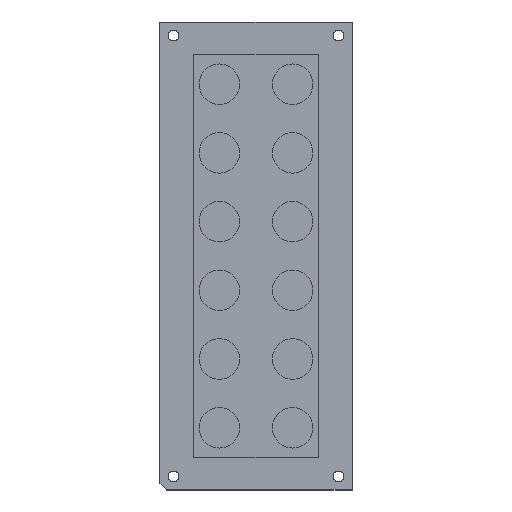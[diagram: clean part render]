
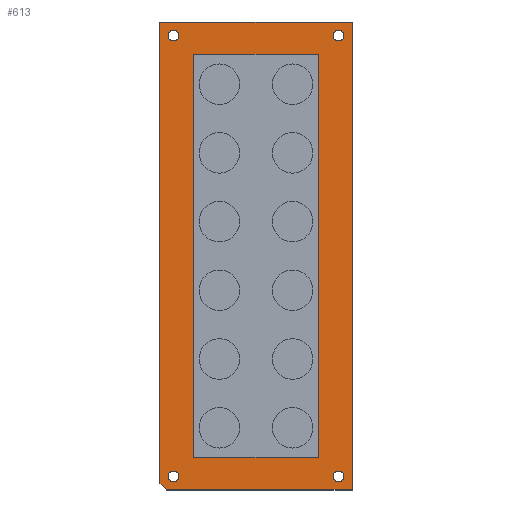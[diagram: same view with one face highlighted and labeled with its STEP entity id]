
A CAD part, top view. The second image highlights one B-rep face of the part: STEP entity #613.
In plain terms, the highlighted planar face has unit normal (0, 0, 1).
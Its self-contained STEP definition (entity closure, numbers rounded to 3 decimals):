
#35=FACE_BOUND('',#160,.T.);
#36=FACE_BOUND('',#161,.T.);
#37=FACE_BOUND('',#162,.T.);
#38=FACE_BOUND('',#163,.T.);
#39=FACE_BOUND('',#164,.T.);
#63=PLANE('',#700);
#103=FACE_OUTER_BOUND('',#159,.T.);
#159=EDGE_LOOP('',(#545,#546,#547,#548,#549));
#160=EDGE_LOOP('',(#550,#551,#552,#553));
#161=EDGE_LOOP('',(#554));
#162=EDGE_LOOP('',(#555));
#163=EDGE_LOOP('',(#556));
#164=EDGE_LOOP('',(#557));
#177=LINE('',#984,#220);
#185=LINE('',#1008,#228);
#187=LINE('',#1013,#230);
#191=LINE('',#1021,#234);
#194=LINE('',#1027,#237);
#197=LINE('',#1032,#240);
#203=LINE('',#1053,#246);
#205=LINE('',#1057,#248);
#207=LINE('',#1060,#250);
#220=VECTOR('',#816,10.);
#228=VECTOR('',#836,10.);
#230=VECTOR('',#840,10.);
#234=VECTOR('',#846,10.);
#237=VECTOR('',#851,10.);
#240=VECTOR('',#856,10.);
#246=VECTOR('',#882,10.);
#248=VECTOR('',#886,10.);
#250=VECTOR('',#890,10.);
#279=CIRCLE('',#690,2.);
#280=CIRCLE('',#692,2.);
#281=CIRCLE('',#694,2.);
#282=CIRCLE('',#696,2.);
#307=VERTEX_POINT('',#982);
#308=VERTEX_POINT('',#983);
#318=VERTEX_POINT('',#1007);
#319=VERTEX_POINT('',#1011);
#320=VERTEX_POINT('',#1012);
#323=VERTEX_POINT('',#1020);
#325=VERTEX_POINT('',#1026);
#327=VERTEX_POINT('',#1036);
#328=VERTEX_POINT('',#1040);
#329=VERTEX_POINT('',#1044);
#330=VERTEX_POINT('',#1048);
#331=VERTEX_POINT('',#1052);
#332=VERTEX_POINT('',#1056);
#369=EDGE_CURVE('',#307,#308,#177,.T.);
#381=EDGE_CURVE('',#318,#308,#185,.T.);
#383=EDGE_CURVE('',#319,#320,#187,.T.);
#387=EDGE_CURVE('',#320,#323,#191,.T.);
#390=EDGE_CURVE('',#323,#325,#194,.T.);
#393=EDGE_CURVE('',#325,#319,#197,.T.);
#395=EDGE_CURVE('',#327,#327,#279,.T.);
#397=EDGE_CURVE('',#328,#328,#280,.T.);
#399=EDGE_CURVE('',#329,#329,#281,.T.);
#401=EDGE_CURVE('',#330,#330,#282,.T.);
#403=EDGE_CURVE('',#331,#318,#203,.T.);
#405=EDGE_CURVE('',#332,#331,#205,.T.);
#407=EDGE_CURVE('',#307,#332,#207,.T.);
#545=ORIENTED_EDGE('',*,*,#369,.F.);
#546=ORIENTED_EDGE('',*,*,#407,.T.);
#547=ORIENTED_EDGE('',*,*,#405,.T.);
#548=ORIENTED_EDGE('',*,*,#403,.T.);
#549=ORIENTED_EDGE('',*,*,#381,.T.);
#550=ORIENTED_EDGE('',*,*,#383,.T.);
#551=ORIENTED_EDGE('',*,*,#387,.T.);
#552=ORIENTED_EDGE('',*,*,#390,.T.);
#553=ORIENTED_EDGE('',*,*,#393,.T.);
#554=ORIENTED_EDGE('',*,*,#395,.T.);
#555=ORIENTED_EDGE('',*,*,#397,.T.);
#556=ORIENTED_EDGE('',*,*,#399,.T.);
#557=ORIENTED_EDGE('',*,*,#401,.T.);
#613=ADVANCED_FACE('',(#103,#35,#36,#37,#38,#39),#63,.T.);
#690=AXIS2_PLACEMENT_3D('',#1037,#862,#863);
#692=AXIS2_PLACEMENT_3D('',#1041,#867,#868);
#694=AXIS2_PLACEMENT_3D('',#1045,#872,#873);
#696=AXIS2_PLACEMENT_3D('',#1049,#877,#878);
#700=AXIS2_PLACEMENT_3D('',#1061,#891,#892);
#816=DIRECTION('',(-0.707,0.707,0.));
#836=DIRECTION('',(0.,-1.,0.));
#840=DIRECTION('',(-1.,0.,0.));
#846=DIRECTION('',(0.,1.,0.));
#851=DIRECTION('',(1.,0.,0.));
#856=DIRECTION('',(0.,-1.,0.));
#862=DIRECTION('center_axis',(0.,0.,-1.));
#863=DIRECTION('ref_axis',(-1.,0.,0.));
#867=DIRECTION('center_axis',(0.,0.,-1.));
#868=DIRECTION('ref_axis',(-1.,0.,0.));
#872=DIRECTION('center_axis',(0.,0.,-1.));
#873=DIRECTION('ref_axis',(-1.,0.,0.));
#877=DIRECTION('center_axis',(0.,0.,-1.));
#878=DIRECTION('ref_axis',(-1.,0.,0.));
#882=DIRECTION('',(-1.,0.,0.));
#886=DIRECTION('',(0.,1.,0.));
#890=DIRECTION('',(1.,0.,0.));
#891=DIRECTION('center_axis',(0.,0.,1.));
#892=DIRECTION('ref_axis',(1.,0.,0.));
#982=CARTESIAN_POINT('',(2.5,0.,7.));
#983=CARTESIAN_POINT('',(0.,2.5,7.));
#984=CARTESIAN_POINT('',(-11.5,14.,7.));
#1007=CARTESIAN_POINT('',(0.,173.,7.));
#1008=CARTESIAN_POINT('',(0.,173.,7.));
#1011=CARTESIAN_POINT('',(58.5,12.,7.));
#1012=CARTESIAN_POINT('',(12.5,12.,7.));
#1013=CARTESIAN_POINT('',(24.,12.,7.));
#1020=CARTESIAN_POINT('',(12.5,161.,7.));
#1021=CARTESIAN_POINT('',(12.5,123.75,7.));
#1026=CARTESIAN_POINT('',(58.5,161.,7.));
#1027=CARTESIAN_POINT('',(47.,161.,7.));
#1032=CARTESIAN_POINT('',(58.5,49.25,7.));
#1036=CARTESIAN_POINT('',(68.,168.,7.));
#1037=CARTESIAN_POINT('Origin',(66.,168.,7.));
#1040=CARTESIAN_POINT('',(68.,5.,7.));
#1041=CARTESIAN_POINT('Origin',(66.,5.,7.));
#1044=CARTESIAN_POINT('',(7.,168.,7.));
#1045=CARTESIAN_POINT('Origin',(5.,168.,7.));
#1048=CARTESIAN_POINT('',(7.,5.,7.));
#1049=CARTESIAN_POINT('Origin',(5.,5.,7.));
#1052=CARTESIAN_POINT('',(71.,173.,7.));
#1053=CARTESIAN_POINT('',(71.,173.,7.));
#1056=CARTESIAN_POINT('',(71.,0.,7.));
#1057=CARTESIAN_POINT('',(71.,0.,7.));
#1060=CARTESIAN_POINT('',(0.,0.,7.));
#1061=CARTESIAN_POINT('Origin',(35.5,86.5,7.));
